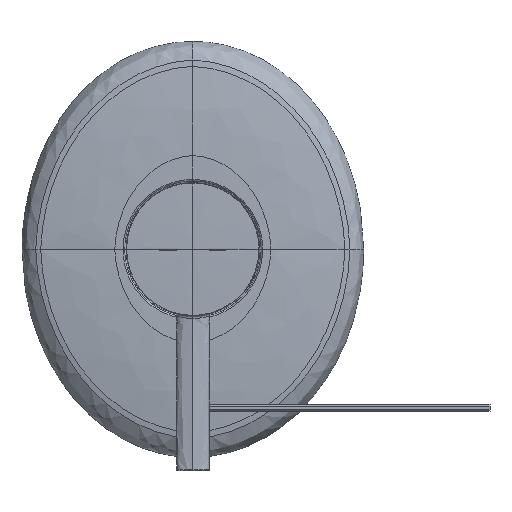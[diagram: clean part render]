
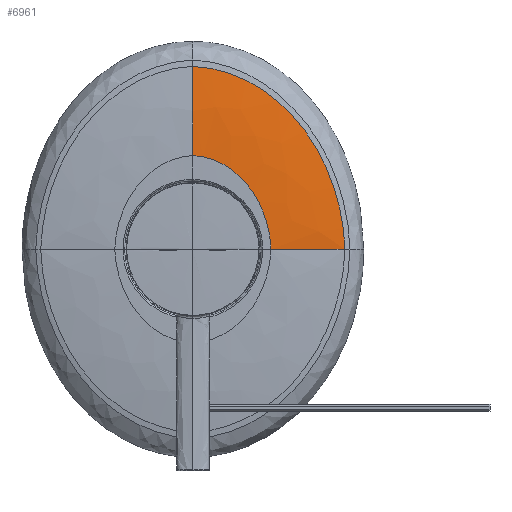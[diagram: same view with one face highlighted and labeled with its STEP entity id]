
A CAD part, top view. The second image highlights one B-rep face of the part: STEP entity #6961.
In plain terms, the highlighted free-form (B-spline) face has degree [3, 3] with [7, 4] control points.
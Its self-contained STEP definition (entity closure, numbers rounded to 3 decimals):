
#5658=CARTESIAN_POINT('',(-51.205,7.403,0.));
#5674=CARTESIAN_POINT('',(0.,7.734,61.597));
#5675=CARTESIAN_POINT('',(-6.535,7.707,61.301));
#5676=CARTESIAN_POINT('',(-19.603,7.651,57.687));
#5677=CARTESIAN_POINT('',(-36.356,7.568,43.889));
#5678=CARTESIAN_POINT('',(-47.842,7.485,23.679));
#5679=CARTESIAN_POINT('',(-50.911,7.43,7.894));
#5680=CARTESIAN_POINT('',(-51.205,7.403,0.));
#5685=CARTESIAN_POINT('',(0.,10.,31.577));
#5686=CARTESIAN_POINT('',(-3.35,9.989,31.421));
#5687=CARTESIAN_POINT('',(-10.048,9.968,29.562));
#5688=CARTESIAN_POINT('',(-18.638,9.935,22.487));
#5689=CARTESIAN_POINT('',(-24.533,9.903,12.131));
#5690=CARTESIAN_POINT('',(-26.115,9.881,4.044));
#5691=CARTESIAN_POINT('',(-26.271,9.871,0.));
#5696=CARTESIAN_POINT('',(-51.205,7.403,0.));
#5697=CARTESIAN_POINT('',(-42.956,8.745,0.));
#5698=CARTESIAN_POINT('',(-34.623,9.57,0.));
#5699=CARTESIAN_POINT('',(-26.271,9.871,0.));
#5742=CARTESIAN_POINT('',(0.,7.734,61.597));
#5743=CARTESIAN_POINT('',(0.,9.242,51.666));
#5744=CARTESIAN_POINT('',(0.,10.,41.621));
#5745=CARTESIAN_POINT('',(0.,10.,31.577));
#5764=CARTESIAN_POINT('',(0.,7.734,61.597));
#6672=VERTEX_POINT('',#5764);
#6673=VERTEX_POINT('',#5745);
#6678=VERTEX_POINT('',#5658);
#6679=VERTEX_POINT('',#5699);
#6923=CARTESIAN_POINT('',(0.881,7.692,61.924));
#6924=CARTESIAN_POINT('',(0.737,9.247,51.794));
#6925=CARTESIAN_POINT('',(0.591,10.02,41.542));
#6926=CARTESIAN_POINT('',(0.445,10.001,31.291));
#6927=CARTESIAN_POINT('',(-5.978,7.664,61.757));
#6928=CARTESIAN_POINT('',(-4.997,9.204,51.645));
#6929=CARTESIAN_POINT('',(-4.01,9.982,41.423));
#6930=CARTESIAN_POINT('',(-3.021,9.991,31.201));
#6931=CARTESIAN_POINT('',(-19.446,7.608,58.173));
#6932=CARTESIAN_POINT('',(-16.255,9.119,48.636));
#6933=CARTESIAN_POINT('',(-13.043,9.909,39.01));
#6934=CARTESIAN_POINT('',(-9.825,9.97,29.384));
#6935=CARTESIAN_POINT('',(-36.532,7.526,44.102));
#6936=CARTESIAN_POINT('',(-30.54,8.992,36.865));
#6937=CARTESIAN_POINT('',(-24.505,9.799,29.568));
#6938=CARTESIAN_POINT('',(-18.46,9.94,22.272));
#6939=CARTESIAN_POINT('',(-48.215,7.443,23.543));
#6940=CARTESIAN_POINT('',(-40.316,8.866,19.678));
#6941=CARTESIAN_POINT('',(-32.35,9.69,15.783));
#6942=CARTESIAN_POINT('',(-24.37,9.909,11.889));
#6943=CARTESIAN_POINT('',(-51.27,7.387,7.344));
#6944=CARTESIAN_POINT('',(-42.881,8.781,6.139));
#6945=CARTESIAN_POINT('',(-34.411,9.617,4.924));
#6946=CARTESIAN_POINT('',(-25.923,9.889,3.709));
#6947=CARTESIAN_POINT('',(-51.479,7.359,
-0.881));
#6948=CARTESIAN_POINT('',(-43.064,8.738,
-0.736));
#6949=CARTESIAN_POINT('',(-34.559,9.58,
-0.591));
#6950=CARTESIAN_POINT('',(-26.035,9.878,
-0.445));
#6951=B_SPLINE_SURFACE_WITH_KNOTS('',3,3,((#6923,#6924,#6925,#6926),(#6927,
#6928,#6929,#6930),(#6931,#6932,#6933,#6934),(#6935,#6936,#6937,#6938),(#6939,
#6940,#6941,#6942),(#6943,#6944,#6945,#6946),(#6947,#6948,#6949,#6950)),
.UNSPECIFIED.,.F.,.F.,.F.,(4,1,1,1,4),(4,4),(-0.011,0.25,0.5,
0.75,1.009),(0.167,0.58),.UNSPECIFIED.);
#6953=ORIENTED_EDGE('',*,*,#6952,.T.);
#6955=ORIENTED_EDGE('',*,*,#6954,.F.);
#6957=ORIENTED_EDGE('',*,*,#6956,.F.);
#6958=ORIENTED_EDGE('',*,*,#6914,.T.);
#6959=EDGE_LOOP('',(#6953,#6955,#6957,#6958));
#6960=FACE_OUTER_BOUND('',#6959,.F.);
#6961=ADVANCED_FACE('',(#6960),#6951,.F.);
#5681=B_SPLINE_CURVE_WITH_KNOTS('',3,(#5674,#5675,#5676,#5677,#5678,#5679,
#5680),.UNSPECIFIED.,.F.,.F.,(4,1,1,1,4),(0.,0.25,0.5,0.75,1.),
.UNSPECIFIED.);
#5692=B_SPLINE_CURVE_WITH_KNOTS('',3,(#5685,#5686,#5687,#5688,#5689,#5690,
#5691),.UNSPECIFIED.,.F.,.F.,(4,1,1,1,4),(0.,0.25,0.5,0.75,1.),
.UNSPECIFIED.);
#5700=B_SPLINE_CURVE_WITH_KNOTS('',3,(#5696,#5697,#5698,#5699),.UNSPECIFIED.,
.F.,.F.,(4,4),(0.,1.),.UNSPECIFIED.);
#5746=B_SPLINE_CURVE_WITH_KNOTS('',3,(#5742,#5743,#5744,#5745),.UNSPECIFIED.,
.F.,.F.,(4,4),(0.,1.),.UNSPECIFIED.);
#6914=EDGE_CURVE('',#6672,#6678,#5681,.T.);
#6952=EDGE_CURVE('',#6678,#6679,#5700,.T.);
#6954=EDGE_CURVE('',#6673,#6679,#5692,.T.);
#6956=EDGE_CURVE('',#6672,#6673,#5746,.T.);
